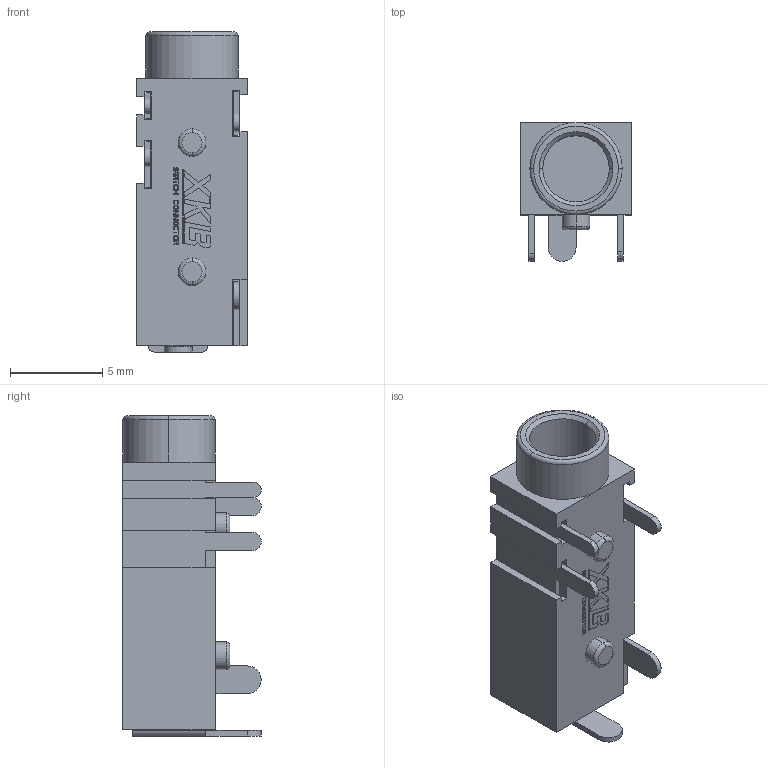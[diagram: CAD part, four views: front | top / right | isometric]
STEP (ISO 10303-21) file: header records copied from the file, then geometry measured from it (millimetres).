
FILE_DESCRIPTION((''),'2;1');
FILE_NAME('PJ-328A0-X','2020-04-10T',('Administrator'),(''),'PRO/ENGINEER BY PARAMETRIC TECHNOLOGY CORPORATION, 2010280','PRO/ENGINEER BY PARAMETRIC TECHNOLOGY CORPORATION, 2010280','');
FILE_SCHEMA(('CONFIG_CONTROL_DESIGN'));
Length unit declared in the file: millimetre
Products named in the file (1): PJ-328A0-X
Bounding box: 6 x 7.5 x 17.35 mm (x, y, z)
Volume: 329.2 mm3; surface area: 788.8 mm2
Topology: 5 solids, 5 shells, 548 faces, 1535 edges, 1020 vertices
Faces by surface type: plane 521, cylinder 19, torus 6, cone 2
Entity records: 17323 total; most frequent: CARTESIAN_POINT 3103, ORIENTED_EDGE 3070, DIRECTION 2685, EDGE_CURVE 1535, VECTOR 1481, LINE 1481, VERTEX_POINT 1020, AXIS2_PLACEMENT_3D 602
